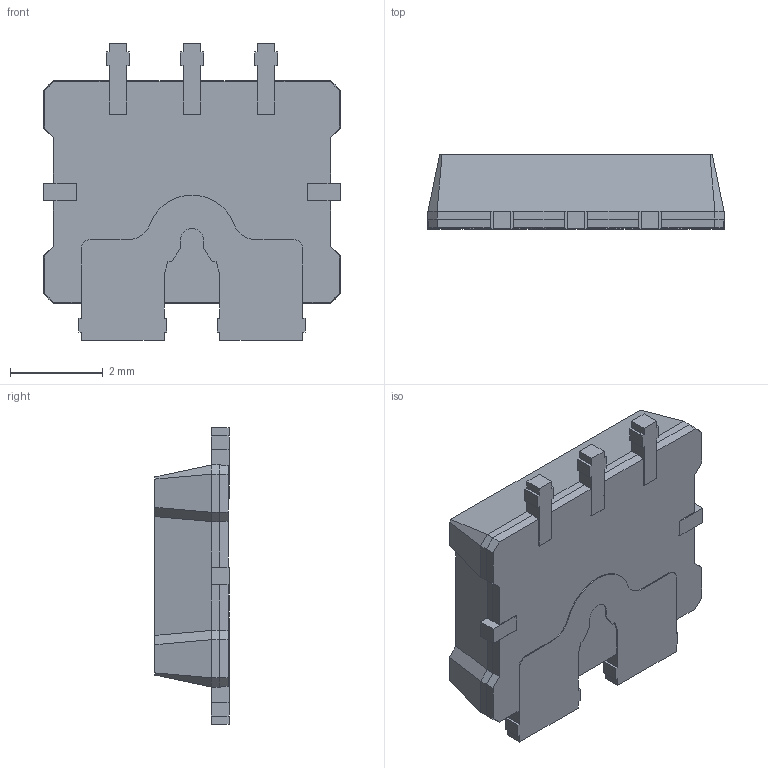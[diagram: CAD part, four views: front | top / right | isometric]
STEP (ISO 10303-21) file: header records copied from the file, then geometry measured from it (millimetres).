
FILE_DESCRIPTION (( 'STEP AP214' ), '1' );
FILE_NAME ('ACS781LLRTR-100B-T.STEP', '2019-11-22T14:08:05', ( '' ), ( '' ), 'SwSTEP 2.0', 'SolidWorks 2017', '' );
FILE_SCHEMA (( 'AUTOMOTIVE_DESIGN' ));
Length unit declared in the file: millimetre
Products named in the file (1): ACS781LLRTR-100B-T
Bounding box: 6.4 x 1.6 x 6.4 mm (x, y, z)
Volume: 45.1 mm3; surface area: 131.3 mm2
Topology: 8 solids, 8 shells, 209 faces, 530 edges, 338 vertices
Faces by surface type: plane 191, cylinder 18
Entity records: 6229 total; most frequent: CARTESIAN_POINT 1078, ORIENTED_EDGE 1060, DIRECTION 986, EDGE_CURVE 530, VECTOR 494, LINE 494, VERTEX_POINT 338, AXIS2_PLACEMENT_3D 246
